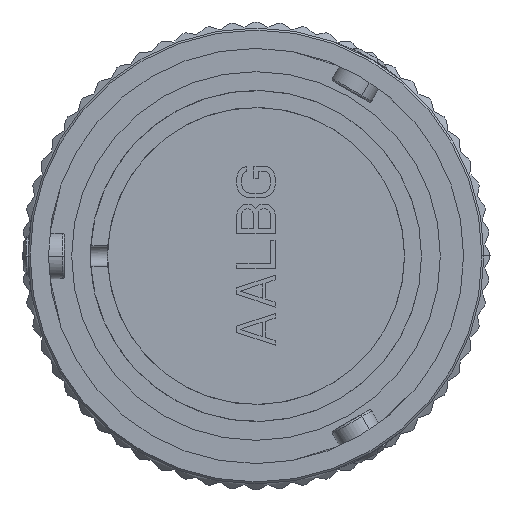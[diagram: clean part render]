
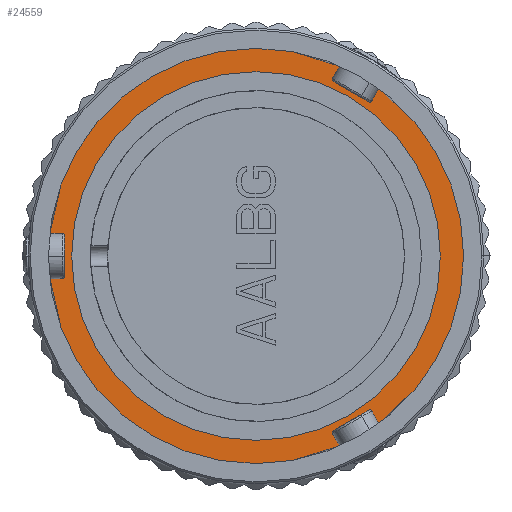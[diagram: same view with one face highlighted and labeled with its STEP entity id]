
A CAD part, left-side view. The second image highlights one B-rep face of the part: STEP entity #24559.
In plain terms, the highlighted planar face has unit normal (-1, 0, 0).
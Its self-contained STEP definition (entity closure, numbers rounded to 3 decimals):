
#3299=CARTESIAN_POINT('',(19.26,0.,0.));
#3300=DIRECTION('',(-1.,0.,0.));
#3301=DIRECTION('',(0.,-1.,0.));
#3302=AXIS2_PLACEMENT_3D('',#3299,#3300,#3301);
#3451=CARTESIAN_POINT('',(19.26,0.,0.));
#3452=DIRECTION('',(-1.,0.,0.));
#3453=DIRECTION('',(0.,1.,0.));
#3454=AXIS2_PLACEMENT_3D('',#3451,#3452,#3453);
#3667=CARTESIAN_POINT('',(19.26,0.,0.));
#3668=DIRECTION('',(1.,0.,0.));
#3669=DIRECTION('',(0.,1.,0.));
#3670=AXIS2_PLACEMENT_3D('',#3667,#3668,#3669);
#3672=CARTESIAN_POINT('',(19.26,0.,0.));
#3673=DIRECTION('',(1.,0.,0.));
#3674=DIRECTION('',(0.,-1.,0.));
#3675=AXIS2_PLACEMENT_3D('',#3672,#3673,#3674);
#20148=CARTESIAN_POINT('',(19.26,18.3,0.));
#20149=CARTESIAN_POINT('',(19.26,-18.3,0.));
#20150=VERTEX_POINT('',#20148);
#20151=VERTEX_POINT('',#20149);
#20174=CARTESIAN_POINT('',(19.26,20.61,-0.002));
#20175=CARTESIAN_POINT('',(19.26,-20.61,0.002));
#20176=VERTEX_POINT('',#20174);
#20177=VERTEX_POINT('',#20175);
#24543=CARTESIAN_POINT('',(19.26,0.,0.));
#24544=DIRECTION('',(1.,0.,0.));
#24545=DIRECTION('',(0.,0.,-1.));
#24546=AXIS2_PLACEMENT_3D('',#24543,#24544,#24545);
#24547=PLANE('734',#24546);
#24549=ORIENTED_EDGE('3737',*,*,#24548,.F.);
#24550=ORIENTED_EDGE('3739',*,*,#24516,.F.);
#24551=EDGE_LOOP('734',(#24549,#24550));
#24552=FACE_OUTER_BOUND('734',#24551,.F.);
#24554=ORIENTED_EDGE('3722',*,*,#24553,.F.);
#24556=ORIENTED_EDGE('3724',*,*,#24555,.F.);
#24557=EDGE_LOOP('734',(#24554,#24556));
#24558=FACE_BOUND('734',#24557,.F.);
#3303=CIRCLE('3739',#3302,20.61);
#3455=CIRCLE('3737',#3454,20.61);
#3671=CIRCLE('3722',#3670,18.3);
#3676=CIRCLE('3724',#3675,18.3);
#24516=EDGE_CURVE('3739',#20177,#20176,#3303,.T.);
#24548=EDGE_CURVE('3737',#20176,#20177,#3455,.T.);
#24553=EDGE_CURVE('3722',#20150,#20151,#3671,.T.);
#24555=EDGE_CURVE('3724',#20151,#20150,#3676,.T.);
#24559=ADVANCED_FACE('734',(#24552,#24558),#24547,.F.);
